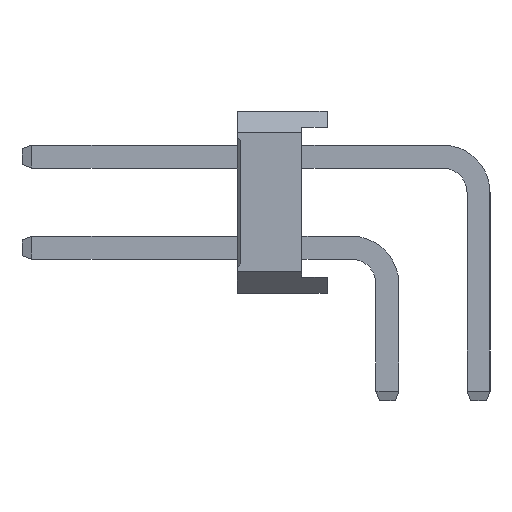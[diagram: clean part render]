
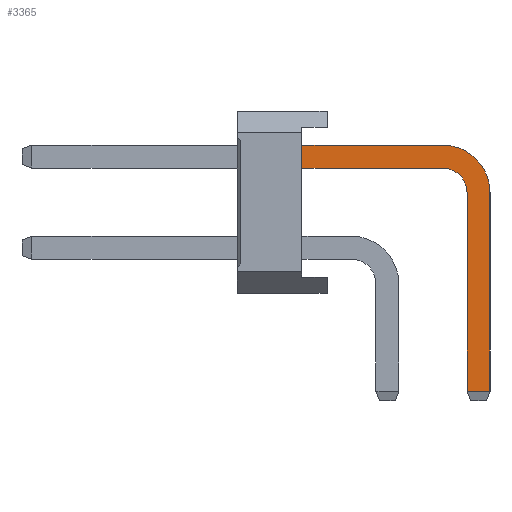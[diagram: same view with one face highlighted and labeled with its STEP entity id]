
A CAD part, left-side view. The second image highlights one B-rep face of the part: STEP entity #3365.
In plain terms, the highlighted planar face has unit normal (-1, 0, 0).
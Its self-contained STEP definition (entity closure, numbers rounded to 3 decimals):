
#3365=ADVANCED_FACE('',(#10805),#10807,.T.);
#10805=FACE_BOUND('',#10806,.T.);
#10806=EDGE_LOOP('',(#16677,#16678,#16679,#16680,#16681,#16682,#16683,#16684));
#10807=PLANE('',#10808);
#10808=AXIS2_PLACEMENT_3D('',#10809,#10810,#10811);
#10809=CARTESIAN_POINT('',(-0.32,-2.22,-3.));
#10810=DIRECTION('',(-1.,0.,0.));
#10811=DIRECTION('',(0.,-1.,0.));
#16677=ORIENTED_EDGE('',*,*,#20266,.T.);
#16678=ORIENTED_EDGE('',*,*,#20267,.T.);
#16679=ORIENTED_EDGE('',*,*,#20268,.T.);
#16680=ORIENTED_EDGE('',*,*,#20269,.T.);
#16681=ORIENTED_EDGE('',*,*,#19319,.T.);
#16682=ORIENTED_EDGE('',*,*,#20265,.F.);
#16683=ORIENTED_EDGE('',*,*,#20270,.F.);
#16684=ORIENTED_EDGE('',*,*,#20271,.F.);
#19319=EDGE_CURVE('',#21958,#21956,#21959,.T.);
#20265=EDGE_CURVE('',#23450,#21956,#23452,.T.);
#20266=EDGE_CURVE('',#23453,#23454,#23455,.T.);
#20267=EDGE_CURVE('',#23454,#23456,#23457,.T.);
#20268=EDGE_CURVE('',#23456,#23458,#23459,.T.);
#20269=EDGE_CURVE('',#23458,#21958,#23460,.T.);
#20270=EDGE_CURVE('',#23461,#23450,#23462,.T.);
#20271=EDGE_CURVE('',#23453,#23461,#23463,.T.);
#21956=VERTEX_POINT('',#26414);
#21958=VERTEX_POINT('',#26418);
#21959=LINE('',#26419,#26420);
#23450=VERTEX_POINT('',#29862);
#23452=LINE('',#29866,#29867);
#23453=VERTEX_POINT('',#29869);
#23454=VERTEX_POINT('',#29870);
#23455=LINE('',#29871,#29872);
#23456=VERTEX_POINT('',#29874);
#23457=LINE('',#29875,#29876);
#23458=VERTEX_POINT('',#29878);
#23459=CIRCLE('',#29879,1.32);
#23460=LINE('',#29883,#29884);
#23461=VERTEX_POINT('',#29886);
#23462=CIRCLE('',#29887,0.68);
#23463=LINE('',#29891,#29892);
#26414=CARTESIAN_POINT('',(-0.32,2.38,3.49));
#26418=CARTESIAN_POINT('',(-0.32,2.38,4.13));
#26419=CARTESIAN_POINT('',(-0.32,2.38,4.13));
#26420=VECTOR('',#26421,1.);
#26421=DIRECTION('',(0.,0.,-1.));
#29862=CARTESIAN_POINT('',(-0.32,-1.54,3.49));
#29866=CARTESIAN_POINT('',(-0.32,-1.54,3.49));
#29867=VECTOR('',#29868,1.);
#29868=DIRECTION('',(0.,1.,0.));
#29869=CARTESIAN_POINT('',(-0.32,-2.22,-2.725));
#29870=CARTESIAN_POINT('',(-0.32,-2.86,-2.725));
#29871=CARTESIAN_POINT('',(-0.32,-2.22,-2.725));
#29872=VECTOR('',#29873,1.);
#29873=DIRECTION('',(0.,-1.,0.));
#29874=CARTESIAN_POINT('',(-0.32,-2.86,2.81));
#29875=CARTESIAN_POINT('',(-0.32,-2.86,-2.725));
#29876=VECTOR('',#29877,1.);
#29877=DIRECTION('',(0.,0.,1.));
#29878=CARTESIAN_POINT('',(-0.32,-1.54,4.13));
#29879=AXIS2_PLACEMENT_3D('',#29880,#29881,#29882);
#29880=CARTESIAN_POINT('',(-0.32,-1.54,2.81));
#29881=DIRECTION('',(-1.,0.,0.));
#29882=DIRECTION('',(0.,-1.,0.));
#29883=CARTESIAN_POINT('',(-0.32,-1.54,4.13));
#29884=VECTOR('',#29885,1.);
#29885=DIRECTION('',(0.,1.,0.));
#29886=CARTESIAN_POINT('',(-0.32,-2.22,2.81));
#29887=AXIS2_PLACEMENT_3D('',#29888,#29889,#29890);
#29888=CARTESIAN_POINT('',(-0.32,-1.54,2.81));
#29889=DIRECTION('',(-1.,0.,0.));
#29890=DIRECTION('',(0.,-1.,0.));
#29891=CARTESIAN_POINT('',(-0.32,-2.22,-2.725));
#29892=VECTOR('',#29893,1.);
#29893=DIRECTION('',(0.,0.,1.));
